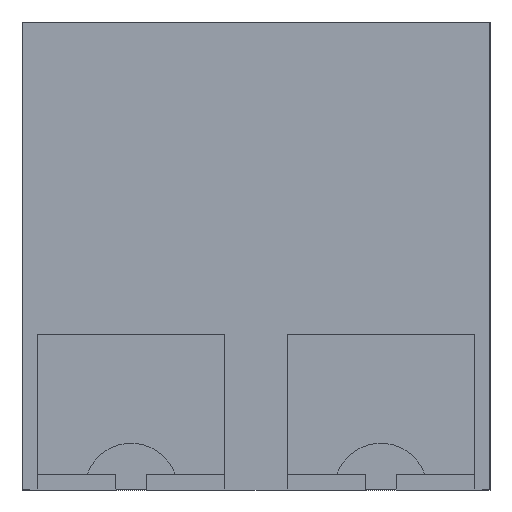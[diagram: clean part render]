
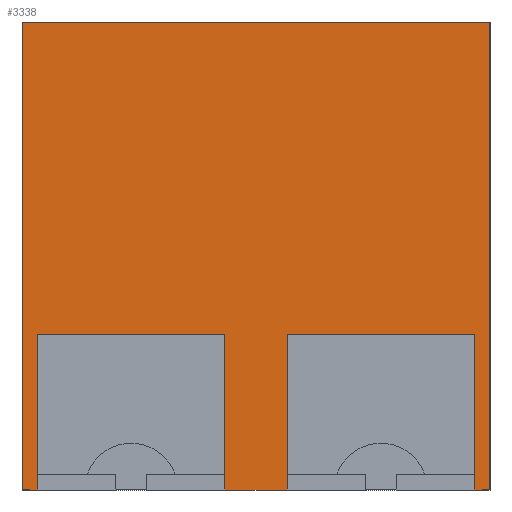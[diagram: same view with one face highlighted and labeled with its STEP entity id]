
A CAD part, left-side view. The second image highlights one B-rep face of the part: STEP entity #3338.
In plain terms, the highlighted planar face has unit normal (-1, 0, 0).
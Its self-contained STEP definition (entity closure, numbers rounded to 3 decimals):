
#2942=CARTESIAN_POINT('',(-1.68,-1.4,1.0));
#2943=VERTEX_POINT('',#2942);
#2950=CARTESIAN_POINT('',(-1.68,-0.2,1.0));
#2951=VERTEX_POINT('',#2950);
#2952=CARTESIAN_POINT('',(-1.68,-0.2,1.));
#2953=DIRECTION('',(0.0,-1.0,0.0));
#2954=VECTOR('',#2953,1.2);
#2955=LINE('',#2952,#2954);
#2956=EDGE_CURVE('',#2951,#2943,#2955,.T.);
#2981=CARTESIAN_POINT('',(-1.68,-0.2,0.0));
#2982=VERTEX_POINT('',#2981);
#2983=CARTESIAN_POINT('',(-1.68,-0.2,0.0));
#2984=DIRECTION('',(0.0,0.0,1.0));
#2985=VECTOR('',#2984,1.0);
#2986=LINE('',#2983,#2985);
#2987=EDGE_CURVE('',#2982,#2951,#2986,.T.);
#3004=CARTESIAN_POINT('',(-1.68,0.2,0.0));
#3005=VERTEX_POINT('',#3004);
#3006=CARTESIAN_POINT('',(-1.68,0.2,0.));
#3007=DIRECTION('',(0.0,-1.0,0.0));
#3008=VECTOR('',#3007,0.4);
#3009=LINE('',#3006,#3008);
#3010=EDGE_CURVE('',#3005,#2982,#3009,.T.);
#3043=CARTESIAN_POINT('',(-1.68,0.2,1.0));
#3044=VERTEX_POINT('',#3043);
#3045=CARTESIAN_POINT('',(-1.68,0.2,1.0));
#3046=DIRECTION('',(0.0,0.0,-1.0));
#3047=VECTOR('',#3046,1.0);
#3048=LINE('',#3045,#3047);
#3049=EDGE_CURVE('',#3044,#3005,#3048,.T.);
#3074=CARTESIAN_POINT('',(-1.68,1.4,1.0));
#3075=VERTEX_POINT('',#3074);
#3076=CARTESIAN_POINT('',(-1.68,1.4,1.));
#3077=DIRECTION('',(0.0,-1.0,0.0));
#3078=VECTOR('',#3077,1.2);
#3079=LINE('',#3076,#3078);
#3080=EDGE_CURVE('',#3075,#3044,#3079,.T.);
#3105=CARTESIAN_POINT('',(-1.68,1.4,0.0));
#3106=VERTEX_POINT('',#3105);
#3107=CARTESIAN_POINT('',(-1.68,1.4,0.0));
#3108=DIRECTION('',(0.0,0.0,1.0));
#3109=VECTOR('',#3108,1.0);
#3110=LINE('',#3107,#3109);
#3111=EDGE_CURVE('',#3106,#3075,#3110,.T.);
#3128=CARTESIAN_POINT('',(-1.68,1.5,0.));
#3129=VERTEX_POINT('',#3128);
#3130=CARTESIAN_POINT('',(-1.68,1.5,0.));
#3131=DIRECTION('',(0.0,-1.0,0.0));
#3132=VECTOR('',#3131,0.1);
#3133=LINE('',#3130,#3132);
#3134=EDGE_CURVE('',#3129,#3106,#3133,.T.);
#3158=CARTESIAN_POINT('',(-1.68,1.5,3.0));
#3159=VERTEX_POINT('',#3158);
#3175=CARTESIAN_POINT('',(-1.68,1.5,3.0));
#3176=DIRECTION('',(0.0,0.0,-1.0));
#3177=VECTOR('',#3176,3.0);
#3178=LINE('',#3175,#3177);
#3179=EDGE_CURVE('',#3159,#3129,#3178,.T.);
#3189=CARTESIAN_POINT('',(-1.68,-1.5,3.0));
#3190=VERTEX_POINT('',#3189);
#3206=CARTESIAN_POINT('',(-1.68,-1.5,3.0));
#3207=DIRECTION('',(0.0,1.0,0.0));
#3208=VECTOR('',#3207,3.);
#3209=LINE('',#3206,#3208);
#3210=EDGE_CURVE('',#3190,#3159,#3209,.T.);
#3220=CARTESIAN_POINT('',(-1.68,-1.5,0.));
#3221=VERTEX_POINT('',#3220);
#3237=CARTESIAN_POINT('',(-1.68,-1.5,0.));
#3238=DIRECTION('',(0.0,0.0,1.0));
#3239=VECTOR('',#3238,3.0);
#3240=LINE('',#3237,#3239);
#3241=EDGE_CURVE('',#3221,#3190,#3240,.T.);
#3251=CARTESIAN_POINT('',(-1.68,-1.4,0.0));
#3252=VERTEX_POINT('',#3251);
#3268=CARTESIAN_POINT('',(-1.68,-1.4,0.));
#3269=DIRECTION('',(0.0,-1.0,0.0));
#3270=VECTOR('',#3269,0.1);
#3271=LINE('',#3268,#3270);
#3272=EDGE_CURVE('',#3252,#3221,#3271,.T.);
#3289=CARTESIAN_POINT('',(-1.68,-1.4,1.0));
#3290=DIRECTION('',(0.0,0.0,-1.0));
#3291=VECTOR('',#3290,1.0);
#3292=LINE('',#3289,#3291);
#3293=EDGE_CURVE('',#2943,#3252,#3292,.T.);
#3319=CARTESIAN_POINT('',(-1.68,0.0,1.5));
#3320=DIRECTION('',(-1.0,0.0,0.0));
#3321=DIRECTION('',(0.0,0.0,1.0));
#3322=AXIS2_PLACEMENT_3D('',#3319,#3320,#3321);
#3323=PLANE('',#3322);
#3324=ORIENTED_EDGE('',*,*,#3293,.T.);
#3325=ORIENTED_EDGE('',*,*,#3272,.T.);
#3326=ORIENTED_EDGE('',*,*,#3241,.T.);
#3327=ORIENTED_EDGE('',*,*,#3210,.T.);
#3328=ORIENTED_EDGE('',*,*,#3179,.T.);
#3329=ORIENTED_EDGE('',*,*,#3134,.T.);
#3330=ORIENTED_EDGE('',*,*,#3111,.T.);
#3331=ORIENTED_EDGE('',*,*,#3080,.T.);
#3332=ORIENTED_EDGE('',*,*,#3049,.T.);
#3333=ORIENTED_EDGE('',*,*,#3010,.T.);
#3334=ORIENTED_EDGE('',*,*,#2987,.T.);
#3335=ORIENTED_EDGE('',*,*,#2956,.T.);
#3336=EDGE_LOOP('',(#3324,#3325,#3326,#3327,#3328,#3329,#3330,#3331,#3332,#3333,#3334,#3335));
#3337=FACE_OUTER_BOUND('',#3336,.T.);
#3338=ADVANCED_FACE('',(#3337),#3323,.T.);
